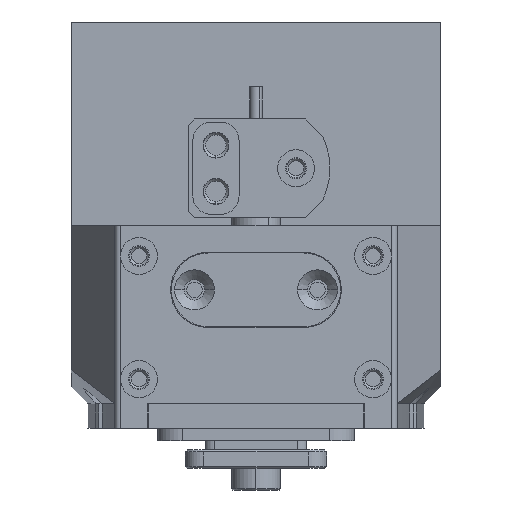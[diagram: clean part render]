
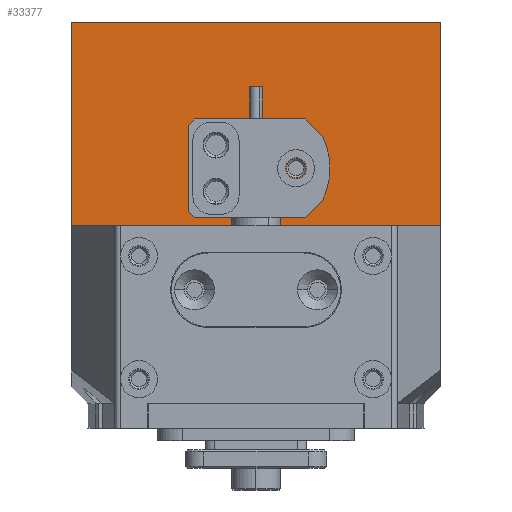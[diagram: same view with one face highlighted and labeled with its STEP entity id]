
A CAD part, left-side view. The second image highlights one B-rep face of the part: STEP entity #33377.
In plain terms, the highlighted planar face has unit normal (-1, 0, 0).
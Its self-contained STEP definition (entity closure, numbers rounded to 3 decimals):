
#1066 = EDGE_LOOP ( 'NONE', ( #23298, #42111 ) ) ;
#1110 = CARTESIAN_POINT ( 'NONE',  ( -58.28, 0.286, 129.841 ) ) ;
#1766 = CARTESIAN_POINT ( 'NONE',  ( -58.28, 13.286, 133.091 ) ) ;
#1956 = ORIENTED_EDGE ( 'NONE', *, *, #10138, .T. ) ;
#2276 = DIRECTION ( 'NONE',  ( 0., 0., -1. ) ) ;
#2382 = DIRECTION ( 'NONE',  ( 1., 0., 0. ) ) ;
#2665 = CIRCLE ( 'NONE', #23735, 2.05 ) ;
#2726 = DIRECTION ( 'NONE',  ( 0., 0., -1. ) ) ;
#2797 = DIRECTION ( 'NONE',  ( 0., 1., 0. ) ) ;
#4995 = VERTEX_POINT ( 'NONE', #15970 ) ;
#5128 = EDGE_LOOP ( 'NONE', ( #15574, #11789 ) ) ;
#5290 = CARTESIAN_POINT ( 'NONE',  ( -58.28, -23.214, 93.141 ) ) ;
#5366 = VECTOR ( 'NONE', #9679, 1000. ) ;
#6007 = PLANE ( 'NONE',  #38343 ) ;
#6911 = CARTESIAN_POINT ( 'NONE',  ( -58.28, 0.286, 132.941 ) ) ;
#7122 = CARTESIAN_POINT ( 'NONE',  ( -58.28, 13.286, 127.641 ) ) ;
#9189 = CIRCLE ( 'NONE', #17426, 2.05 ) ;
#9679 = DIRECTION ( 'NONE',  ( 0., 0., 1. ) ) ;
#9949 = EDGE_CURVE ( 'NONE', #20273, #26536, #9189, .T. ) ;
#10111 = CIRCLE ( 'NONE', #32124, 2.05 ) ;
#10138 = EDGE_CURVE ( 'NONE', #15817, #26364, #37056, .T. ) ;
#10312 = DIRECTION ( 'NONE',  ( 1., 0., 0. ) ) ;
#11789 = ORIENTED_EDGE ( 'NONE', *, *, #9949, .T. ) ;
#11952 = CARTESIAN_POINT ( 'NONE',  ( -58.28, 13.286, 129.691 ) ) ;
#12244 = FACE_BOUND ( 'NONE', #5128, .T. ) ;
#12613 = EDGE_CURVE ( 'NONE', #4995, #21890, #48054, .T. ) ;
#12980 = EDGE_CURVE ( 'NONE', #26984, #4995, #26839, .T. ) ;
#13729 = ORIENTED_EDGE ( 'NONE', *, *, #12613, .T. ) ;
#14052 = CARTESIAN_POINT ( 'NONE',  ( -58.28, 13.286, 135.141 ) ) ;
#14399 = LINE ( 'NONE', #5290, #5366 ) ;
#15380 = ORIENTED_EDGE ( 'NONE', *, *, #12980, .T. ) ;
#15574 = ORIENTED_EDGE ( 'NONE', *, *, #40024, .T. ) ;
#15817 = VERTEX_POINT ( 'NONE', #6911 ) ;
#15970 = CARTESIAN_POINT ( 'NONE',  ( -58.28, 36.786, 155.141 ) ) ;
#16616 = EDGE_CURVE ( 'NONE', #36836, #26984, #14399, .T. ) ;
#17426 = AXIS2_PLACEMENT_3D ( 'NONE', #37063, #2382, #44197 ) ;
#17692 = EDGE_CURVE ( 'NONE', #36836, #21890, #48246, .T. ) ;
#17743 = DIRECTION ( 'NONE',  ( 0., 0., -1. ) ) ;
#19014 = ORIENTED_EDGE ( 'NONE', *, *, #16616, .T. ) ;
#20273 = VERTEX_POINT ( 'NONE', #1766 ) ;
#21528 = DIRECTION ( 'NONE',  ( 1., 0., 0. ) ) ;
#21671 = DIRECTION ( 'NONE',  ( 1., 0., 0. ) ) ;
#21890 = VERTEX_POINT ( 'NONE', #39159 ) ;
#22298 = CARTESIAN_POINT ( 'NONE',  ( -58.28, 0.286, 131.391 ) ) ;
#23298 = ORIENTED_EDGE ( 'NONE', *, *, #37992, .T. ) ;
#23735 = AXIS2_PLACEMENT_3D ( 'NONE', #7122, #42157, #49934 ) ;
#24368 = CIRCLE ( 'NONE', #32132, 1.55 ) ;
#24930 = CARTESIAN_POINT ( 'NONE',  ( -58.28, 36.786, 93.141 ) ) ;
#25057 = EDGE_LOOP ( 'NONE', ( #1956, #33261 ) ) ;
#25466 = CARTESIAN_POINT ( 'NONE',  ( -58.28, 13.286, 137.191 ) ) ;
#26257 = VECTOR ( 'NONE', #17743, 1000. ) ;
#26364 = VERTEX_POINT ( 'NONE', #1110 ) ;
#26536 = VERTEX_POINT ( 'NONE', #25466 ) ;
#26839 = LINE ( 'NONE', #32818, #43182 ) ;
#26984 = VERTEX_POINT ( 'NONE', #34100 ) ;
#28760 = DIRECTION ( 'NONE',  ( 0., 0., -1. ) ) ;
#29256 = FACE_OUTER_BOUND ( 'NONE', #30006, .T. ) ;
#30006 = EDGE_LOOP ( 'NONE', ( #19014, #15380, #13729, #33779 ) ) ;
#32124 = AXIS2_PLACEMENT_3D ( 'NONE', #41312, #37252, #2726 ) ;
#32132 = AXIS2_PLACEMENT_3D ( 'NONE', #32974, #33128, #28760 ) ;
#32818 = CARTESIAN_POINT ( 'NONE',  ( -58.28, 6.786, 155.141 ) ) ;
#32974 = CARTESIAN_POINT ( 'NONE',  ( -58.28, 0.286, 131.391 ) ) ;
#33128 = DIRECTION ( 'NONE',  ( 1., 0., 0. ) ) ;
#33261 = ORIENTED_EDGE ( 'NONE', *, *, #47776, .T. ) ;
#33377 = ADVANCED_FACE ( 'NONE', ( #40170, #12244, #36557, #29256 ), #6007, .F. ) ;
#33779 = ORIENTED_EDGE ( 'NONE', *, *, #17692, .F. ) ;
#34100 = CARTESIAN_POINT ( 'NONE',  ( -58.28, -23.214, 155.141 ) ) ;
#34182 = CIRCLE ( 'NONE', #35453, 2.05 ) ;
#35453 = AXIS2_PLACEMENT_3D ( 'NONE', #14052, #21671, #49295 ) ;
#36016 = CARTESIAN_POINT ( 'NONE',  ( -58.28, -23.214, 122.141 ) ) ;
#36557 = FACE_BOUND ( 'NONE', #1066, .T. ) ;
#36836 = VERTEX_POINT ( 'NONE', #36016 ) ;
#37056 = CIRCLE ( 'NONE', #47658, 1.55 ) ;
#37063 = CARTESIAN_POINT ( 'NONE',  ( -58.28, 13.286, 135.141 ) ) ;
#37252 = DIRECTION ( 'NONE',  ( 1., 0., 0. ) ) ;
#37992 = EDGE_CURVE ( 'NONE', #44292, #49369, #10111, .T. ) ;
#38343 = AXIS2_PLACEMENT_3D ( 'NONE', #40861, #21528, #2276 ) ;
#39159 = CARTESIAN_POINT ( 'NONE',  ( -58.28, 36.786, 122.141 ) ) ;
#39771 = EDGE_CURVE ( 'NONE', #49369, #44292, #2665, .T. ) ;
#40024 = EDGE_CURVE ( 'NONE', #26536, #20273, #34182, .T. ) ;
#40170 = FACE_BOUND ( 'NONE', #25057, .T. ) ;
#40861 = CARTESIAN_POINT ( 'NONE',  ( -58.28, -28.214, 122.141 ) ) ;
#41312 = CARTESIAN_POINT ( 'NONE',  ( -58.28, 13.286, 127.641 ) ) ;
#41721 = CARTESIAN_POINT ( 'NONE',  ( -58.28, -28.214, 122.141 ) ) ;
#41753 = CARTESIAN_POINT ( 'NONE',  ( -58.28, 13.286, 125.591 ) ) ;
#42111 = ORIENTED_EDGE ( 'NONE', *, *, #39771, .T. ) ;
#42157 = DIRECTION ( 'NONE',  ( 1., 0., 0. ) ) ;
#43182 = VECTOR ( 'NONE', #47565, 1000. ) ;
#44197 = DIRECTION ( 'NONE',  ( 0., 0., -1. ) ) ;
#44292 = VERTEX_POINT ( 'NONE', #11952 ) ;
#45373 = DIRECTION ( 'NONE',  ( 0., 0., -1. ) ) ;
#47565 = DIRECTION ( 'NONE',  ( 0., 1., 0. ) ) ;
#47658 = AXIS2_PLACEMENT_3D ( 'NONE', #22298, #10312, #45373 ) ;
#47776 = EDGE_CURVE ( 'NONE', #26364, #15817, #24368, .T. ) ;
#48054 = LINE ( 'NONE', #24930, #26257 ) ;
#48246 = LINE ( 'NONE', #41721, #48876 ) ;
#48876 = VECTOR ( 'NONE', #2797, 1000. ) ;
#49295 = DIRECTION ( 'NONE',  ( 0., 0., -1. ) ) ;
#49369 = VERTEX_POINT ( 'NONE', #41753 ) ;
#49934 = DIRECTION ( 'NONE',  ( 0., 0., -1. ) ) ;
